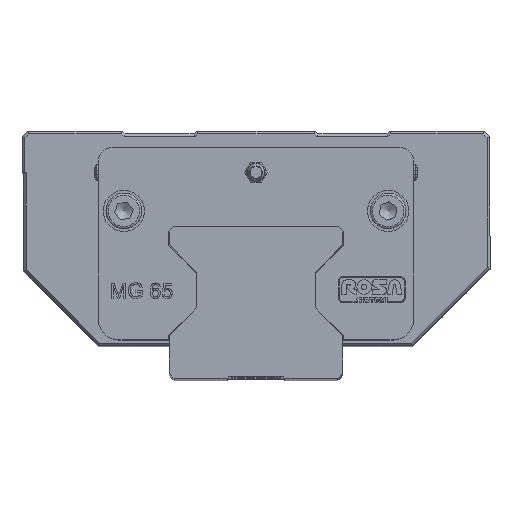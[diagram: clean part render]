
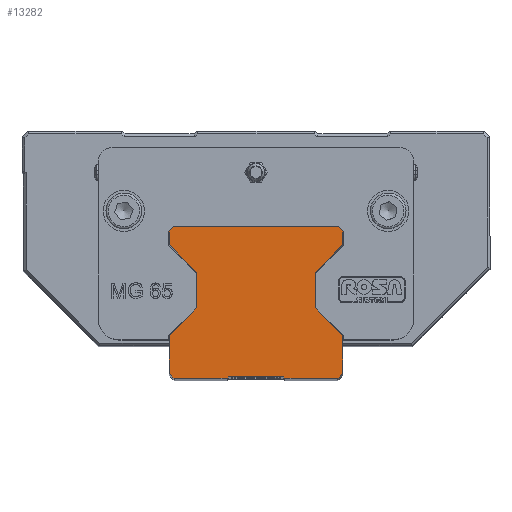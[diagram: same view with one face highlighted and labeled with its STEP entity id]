
A CAD part, top view. The second image highlights one B-rep face of the part: STEP entity #13282.
In plain terms, the highlighted planar face has unit normal (0, 0, 1).
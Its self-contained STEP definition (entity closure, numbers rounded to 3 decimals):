
#12570=CARTESIAN_POINT('',(-10.5,-27.601,523.0));
#12571=VERTEX_POINT('',#12570);
#12572=CARTESIAN_POINT('',(-29.7,-27.601,523.0));
#12573=VERTEX_POINT('',#12572);
#12574=CARTESIAN_POINT('',(-10.5,-27.601,523.0));
#12575=DIRECTION('',(-1.0,0.0,0.0));
#12576=VECTOR('',#12575,19.2);
#12577=LINE('',#12574,#12576);
#12578=EDGE_CURVE('',#12571,#12573,#12577,.T.);
#12610=CARTESIAN_POINT('',(-31.5,-25.801,523.0));
#12611=VERTEX_POINT('',#12610);
#12612=CARTESIAN_POINT('',(-29.7,-27.601,523.0));
#12613=DIRECTION('',(-0.707,0.707,0.0));
#12614=VECTOR('',#12613,2.546);
#12615=LINE('',#12612,#12614);
#12616=EDGE_CURVE('',#12573,#12611,#12615,.T.);
#12641=CARTESIAN_POINT('',(-31.5,-12.065,523.0));
#12642=VERTEX_POINT('',#12641);
#12643=CARTESIAN_POINT('',(-31.5,-25.801,523.0));
#12644=DIRECTION('',(0.0,1.0,0.0));
#12645=VECTOR('',#12644,13.736);
#12646=LINE('',#12643,#12645);
#12647=EDGE_CURVE('',#12611,#12642,#12646,.T.);
#12672=CARTESIAN_POINT('',(-21.5,-2.065,523.0));
#12673=VERTEX_POINT('',#12672);
#12674=CARTESIAN_POINT('',(-31.5,-12.065,523.0));
#12675=DIRECTION('',(0.707,0.707,0.0));
#12676=VECTOR('',#12675,14.142);
#12677=LINE('',#12674,#12676);
#12678=EDGE_CURVE('',#12642,#12673,#12677,.T.);
#12703=CARTESIAN_POINT('',(-21.5,10.864,523.0));
#12704=VERTEX_POINT('',#12703);
#12705=CARTESIAN_POINT('',(-21.5,-2.065,523.0));
#12706=DIRECTION('',(0.0,1.0,0.0));
#12707=VECTOR('',#12706,12.929);
#12708=LINE('',#12705,#12707);
#12709=EDGE_CURVE('',#12673,#12704,#12708,.T.);
#12734=CARTESIAN_POINT('',(-31.5,20.863,523.0));
#12735=VERTEX_POINT('',#12734);
#12736=CARTESIAN_POINT('',(-21.5,10.864,523.0));
#12737=DIRECTION('',(-0.707,0.707,0.0));
#12738=VECTOR('',#12737,14.142);
#12739=LINE('',#12736,#12738);
#12740=EDGE_CURVE('',#12704,#12735,#12739,.T.);
#12765=CARTESIAN_POINT('',(-31.5,25.899,523.0));
#12766=VERTEX_POINT('',#12765);
#12767=CARTESIAN_POINT('',(-31.5,20.863,523.0));
#12768=DIRECTION('',(0.0,1.0,0.0));
#12769=VECTOR('',#12768,5.036);
#12770=LINE('',#12767,#12769);
#12771=EDGE_CURVE('',#12735,#12766,#12770,.T.);
#12796=CARTESIAN_POINT('',(-30.,27.399,523.0));
#12797=VERTEX_POINT('',#12796);
#12798=CARTESIAN_POINT('',(-31.5,25.899,523.0));
#12799=DIRECTION('',(0.707,0.707,0.0));
#12800=VECTOR('',#12799,2.121);
#12801=LINE('',#12798,#12800);
#12802=EDGE_CURVE('',#12766,#12797,#12801,.T.);
#12827=CARTESIAN_POINT('',(30.,27.399,523.0));
#12828=VERTEX_POINT('',#12827);
#12829=CARTESIAN_POINT('',(-30.,27.399,523.0));
#12830=DIRECTION('',(1.0,0.0,0.0));
#12831=VECTOR('',#12830,60.);
#12832=LINE('',#12829,#12831);
#12833=EDGE_CURVE('',#12797,#12828,#12832,.T.);
#12879=CARTESIAN_POINT('',(31.5,25.899,523.0));
#12880=VERTEX_POINT('',#12879);
#12881=CARTESIAN_POINT('',(30.,27.399,523.0));
#12882=DIRECTION('',(0.707,-0.707,0.0));
#12883=VECTOR('',#12882,2.121);
#12884=LINE('',#12881,#12883);
#12885=EDGE_CURVE('',#12828,#12880,#12884,.T.);
#12910=CARTESIAN_POINT('',(31.5,20.863,523.0));
#12911=VERTEX_POINT('',#12910);
#12912=CARTESIAN_POINT('',(31.5,25.899,523.0));
#12913=DIRECTION('',(0.0,-1.0,0.0));
#12914=VECTOR('',#12913,5.036);
#12915=LINE('',#12912,#12914);
#12916=EDGE_CURVE('',#12880,#12911,#12915,.T.);
#12941=CARTESIAN_POINT('',(21.5,10.864,523.0));
#12942=VERTEX_POINT('',#12941);
#12943=CARTESIAN_POINT('',(31.5,20.863,523.0));
#12944=DIRECTION('',(-0.707,-0.707,0.0));
#12945=VECTOR('',#12944,14.142);
#12946=LINE('',#12943,#12945);
#12947=EDGE_CURVE('',#12911,#12942,#12946,.T.);
#12972=CARTESIAN_POINT('',(21.5,-2.065,523.0));
#12973=VERTEX_POINT('',#12972);
#12974=CARTESIAN_POINT('',(21.5,10.864,523.0));
#12975=DIRECTION('',(0.0,-1.0,0.0));
#12976=VECTOR('',#12975,12.929);
#12977=LINE('',#12974,#12976);
#12978=EDGE_CURVE('',#12942,#12973,#12977,.T.);
#13003=CARTESIAN_POINT('',(31.5,-12.065,523.0));
#13004=VERTEX_POINT('',#13003);
#13005=CARTESIAN_POINT('',(21.5,-2.065,523.0));
#13006=DIRECTION('',(0.707,-0.707,0.0));
#13007=VECTOR('',#13006,14.142);
#13008=LINE('',#13005,#13007);
#13009=EDGE_CURVE('',#12973,#13004,#13008,.T.);
#13034=CARTESIAN_POINT('',(31.5,-25.801,523.0));
#13035=VERTEX_POINT('',#13034);
#13036=CARTESIAN_POINT('',(31.5,-12.065,523.0));
#13037=DIRECTION('',(0.0,-1.0,0.0));
#13038=VECTOR('',#13037,13.736);
#13039=LINE('',#13036,#13038);
#13040=EDGE_CURVE('',#13004,#13035,#13039,.T.);
#13065=CARTESIAN_POINT('',(29.7,-27.601,523.0));
#13066=VERTEX_POINT('',#13065);
#13067=CARTESIAN_POINT('',(31.5,-25.801,523.0));
#13068=DIRECTION('',(-0.707,-0.707,0.0));
#13069=VECTOR('',#13068,2.546);
#13070=LINE('',#13067,#13069);
#13071=EDGE_CURVE('',#13035,#13066,#13070,.T.);
#13096=CARTESIAN_POINT('',(10.5,-27.601,523.0));
#13097=VERTEX_POINT('',#13096);
#13098=CARTESIAN_POINT('',(29.7,-27.601,523.0));
#13099=DIRECTION('',(-1.0,0.0,0.0));
#13100=VECTOR('',#13099,19.2);
#13101=LINE('',#13098,#13100);
#13102=EDGE_CURVE('',#13066,#13097,#13101,.T.);
#13127=CARTESIAN_POINT('',(10.,-27.101,523.0));
#13128=VERTEX_POINT('',#13127);
#13129=CARTESIAN_POINT('',(10.5,-27.601,523.0));
#13130=DIRECTION('',(-0.707,0.707,0.0));
#13131=VECTOR('',#13130,0.707);
#13132=LINE('',#13129,#13131);
#13133=EDGE_CURVE('',#13097,#13128,#13132,.T.);
#13158=CARTESIAN_POINT('',(-10.,-27.101,523.0));
#13159=VERTEX_POINT('',#13158);
#13160=CARTESIAN_POINT('',(10.,-27.101,523.0));
#13161=DIRECTION('',(-1.0,0.0,0.0));
#13162=VECTOR('',#13161,20.0);
#13163=LINE('',#13160,#13162);
#13164=EDGE_CURVE('',#13128,#13159,#13163,.T.);
#13210=CARTESIAN_POINT('',(-10.,-27.101,523.0));
#13211=DIRECTION('',(-0.707,-0.707,0.0));
#13212=VECTOR('',#13211,0.707);
#13213=LINE('',#13210,#13212);
#13214=EDGE_CURVE('',#13159,#12571,#13213,.T.);
#13255=CARTESIAN_POINT('',(0.,0.235,523.0));
#13256=DIRECTION('',(0.0,0.0,1.0));
#13257=DIRECTION('',(1.0,0.0,0.0));
#13258=AXIS2_PLACEMENT_3D('',#13255,#13256,#13257);
#13259=PLANE('',#13258);
#13260=ORIENTED_EDGE('',*,*,#12578,.F.);
#13261=ORIENTED_EDGE('',*,*,#13214,.F.);
#13262=ORIENTED_EDGE('',*,*,#13164,.F.);
#13263=ORIENTED_EDGE('',*,*,#13133,.F.);
#13264=ORIENTED_EDGE('',*,*,#13102,.F.);
#13265=ORIENTED_EDGE('',*,*,#13071,.F.);
#13266=ORIENTED_EDGE('',*,*,#13040,.F.);
#13267=ORIENTED_EDGE('',*,*,#13009,.F.);
#13268=ORIENTED_EDGE('',*,*,#12978,.F.);
#13269=ORIENTED_EDGE('',*,*,#12947,.F.);
#13270=ORIENTED_EDGE('',*,*,#12916,.F.);
#13271=ORIENTED_EDGE('',*,*,#12885,.F.);
#13272=ORIENTED_EDGE('',*,*,#12833,.F.);
#13273=ORIENTED_EDGE('',*,*,#12802,.F.);
#13274=ORIENTED_EDGE('',*,*,#12771,.F.);
#13275=ORIENTED_EDGE('',*,*,#12740,.F.);
#13276=ORIENTED_EDGE('',*,*,#12709,.F.);
#13277=ORIENTED_EDGE('',*,*,#12678,.F.);
#13278=ORIENTED_EDGE('',*,*,#12647,.F.);
#13279=ORIENTED_EDGE('',*,*,#12616,.F.);
#13280=EDGE_LOOP('',(#13260,#13261,#13262,#13263,#13264,#13265,#13266,#13267,#13268,#13269,#13270,#13271,#13272,#13273,#13274,#13275,#13276,#13277,#13278,#13279));
#13281=FACE_OUTER_BOUND('',#13280,.T.);
#13282=ADVANCED_FACE('',(#13281),#13259,.T.);
